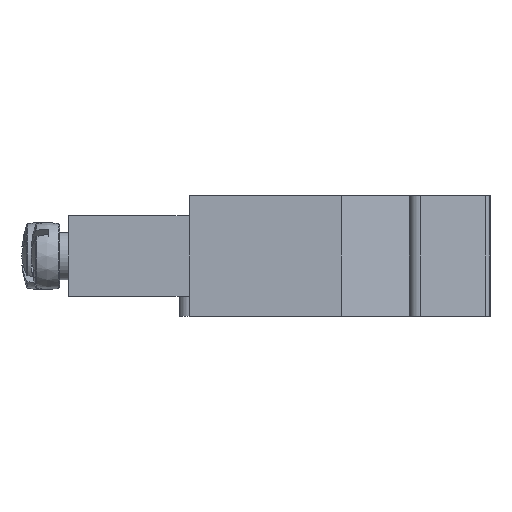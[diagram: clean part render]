
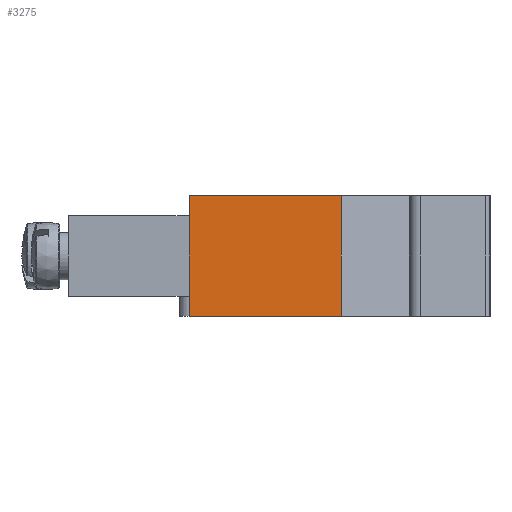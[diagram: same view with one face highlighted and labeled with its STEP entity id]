
A CAD part, left-side view. The second image highlights one B-rep face of the part: STEP entity #3275.
In plain terms, the highlighted face is planar.
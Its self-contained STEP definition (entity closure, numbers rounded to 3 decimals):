
#171=LINE('',#5688,#363);
#243=LINE('',#5911,#435);
#265=LINE('',#5961,#457);
#266=LINE('',#5963,#458);
#267=LINE('',#5964,#459);
#363=VECTOR('',#4208,15.149);
#435=VECTOR('',#4410,15.149);
#457=VECTOR('',#4460,12.);
#458=VECTOR('',#4461,10.);
#459=VECTOR('',#4462,2.);
#536=PLANE('',#3623);
#1043=FACE_OUTER_BOUND('',#1350,.T.);
#1350=EDGE_LOOP('',(#2746,#2747,#2748,#2749,#2750));
#1610=VERTEX_POINT('',#5685);
#1611=VERTEX_POINT('',#5687);
#1673=VERTEX_POINT('',#5861);
#1697=VERTEX_POINT('',#5909);
#1712=VERTEX_POINT('',#5962);
#1941=EDGE_CURVE('',#1611,#1610,#171,.T.);
#2051=EDGE_CURVE('',#1697,#1673,#243,.T.);
#2079=EDGE_CURVE('',#1697,#1611,#265,.T.);
#2080=EDGE_CURVE('',#1610,#1712,#266,.T.);
#2081=EDGE_CURVE('',#1712,#1673,#267,.T.);
#2746=ORIENTED_EDGE('',*,*,#2079,.T.);
#2747=ORIENTED_EDGE('',*,*,#1941,.T.);
#2748=ORIENTED_EDGE('',*,*,#2080,.T.);
#2749=ORIENTED_EDGE('',*,*,#2081,.T.);
#2750=ORIENTED_EDGE('',*,*,#2051,.F.);
#3275=ADVANCED_FACE('',(#1043),#536,.T.);
#3623=AXIS2_PLACEMENT_3D('',#5960,#4458,#4459);
#4208=DIRECTION('',(0.,1.,0.));
#4410=DIRECTION('',(0.,1.,0.));
#4458=DIRECTION('center_axis',(1.,0.,0.));
#4459=DIRECTION('ref_axis',(0.,1.,0.));
#4460=DIRECTION('',(0.,0.,-1.));
#4461=DIRECTION('',(0.,0.,1.));
#4462=DIRECTION('',(0.,0.,1.));
#5685=CARTESIAN_POINT('',(44.,0.,-12.));
#5687=CARTESIAN_POINT('',(44.,-15.149,-12.));
#5688=CARTESIAN_POINT('',(44.,0.,-12.));
#5861=CARTESIAN_POINT('',(44.,0.,0.));
#5909=CARTESIAN_POINT('',(44.,-15.149,0.));
#5911=CARTESIAN_POINT('',(44.,-22.964,0.));
#5960=CARTESIAN_POINT('Origin',(44.,0.,-12.));
#5961=CARTESIAN_POINT('',(44.,-15.149,-12.));
#5962=CARTESIAN_POINT('',(44.,0.,-2.));
#5963=CARTESIAN_POINT('',(44.,0.,-12.));
#5964=CARTESIAN_POINT('',(44.,0.,-12.));
